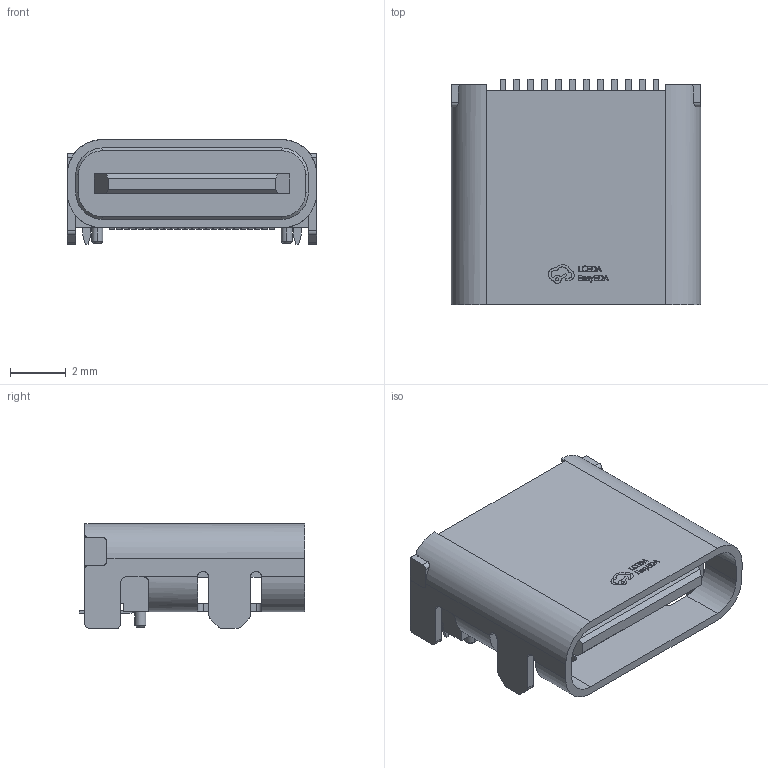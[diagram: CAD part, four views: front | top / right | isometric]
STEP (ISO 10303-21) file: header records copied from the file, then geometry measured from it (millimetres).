
FILE_DESCRIPTION (( 'STEP AP214' ), '1' );
FILE_NAME ('USB-C-SMD_TYPE-C-24P-QT.step', '2022-07-15T09:20:35', ( '' ), ( '' ), 'SwSTEP 2.0', 'SolidWorks 2020', '' );
FILE_SCHEMA (( 'AUTOMOTIVE_DESIGN' ));
Length unit declared in the file: millimetre
Products named in the file (1): USB-C-SMD_TYPE-C-24P-QT
Bounding box: 8.94 x 8.1 x 3.76 mm (x, y, z)
Volume: 130.6 mm3; surface area: 492.7 mm2
Topology: 15 solids, 15 shells, 600 faces, 1659 edges, 1096 vertices
Faces by surface type: plane 396, bspline 112, cylinder 84, cone 8
Entity records: 26382 total; most frequent: CARTESIAN_POINT 5538, ORIENTED_EDGE 3318, DIRECTION 2563, EDGE_CURVE 1659, LINE 1249, VECTOR 1249, VERTEX_POINT 1096, AXIS2_PLACEMENT_3D 657
